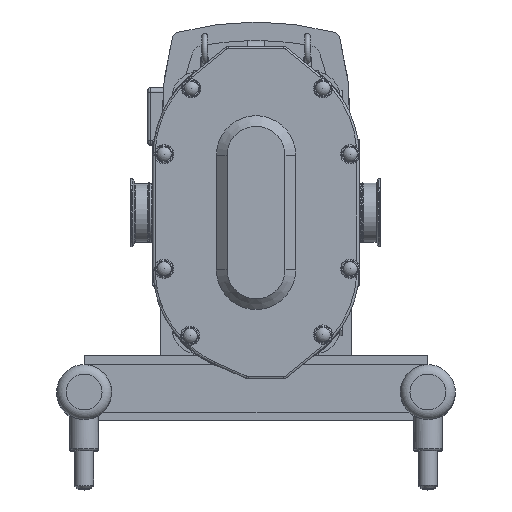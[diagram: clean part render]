
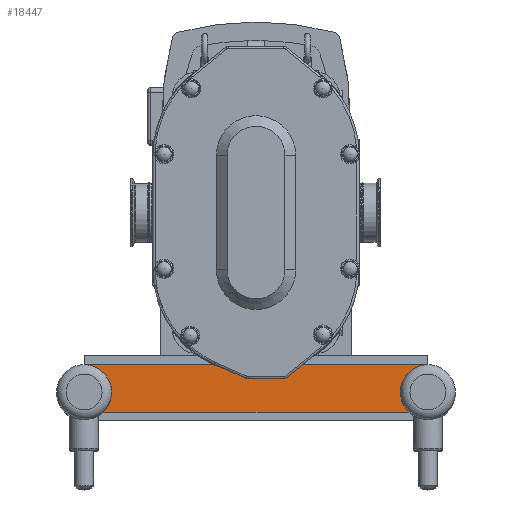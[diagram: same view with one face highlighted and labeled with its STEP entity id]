
A CAD part, top view. The second image highlights one B-rep face of the part: STEP entity #18447.
In plain terms, the highlighted planar face has unit normal (0, 0, 1).
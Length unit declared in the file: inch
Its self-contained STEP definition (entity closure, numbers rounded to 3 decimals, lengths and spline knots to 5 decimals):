
#1722=CIRCLE('',#20350,1.44);
#1723=CIRCLE('',#20353,1.44);
#3105=FACE_OUTER_BOUND('',#4203,.T.);
#4203=EDGE_LOOP('',(#16485,#16486,#16487,#16488,#16489,#16490));
#5571=LINE('',#33384,#6896);
#5574=LINE('',#33392,#6899);
#5576=LINE('',#33396,#6901);
#5577=LINE('',#33398,#6902);
#6896=VECTOR('',#25452,0.3937);
#6899=VECTOR('',#25461,0.3937);
#6901=VECTOR('',#25465,0.3937);
#6902=VECTOR('',#25468,0.3937);
#8611=VERTEX_POINT('',#33376);
#8612=VERTEX_POINT('',#33378);
#8613=VERTEX_POINT('',#33382);
#8614=VERTEX_POINT('',#33386);
#8615=VERTEX_POINT('',#33390);
#8616=VERTEX_POINT('',#33394);
#11273=EDGE_CURVE('',#8612,#8611,#1722,.T.);
#11276=EDGE_CURVE('',#8611,#8613,#5571,.T.);
#11278=EDGE_CURVE('',#8613,#8614,#1723,.T.);
#11280=EDGE_CURVE('',#8614,#8615,#5574,.T.);
#11282=EDGE_CURVE('',#8616,#8612,#5576,.T.);
#11283=EDGE_CURVE('',#8615,#8616,#5577,.T.);
#16485=ORIENTED_EDGE('',*,*,#11283,.T.);
#16486=ORIENTED_EDGE('',*,*,#11282,.T.);
#16487=ORIENTED_EDGE('',*,*,#11273,.T.);
#16488=ORIENTED_EDGE('',*,*,#11276,.T.);
#16489=ORIENTED_EDGE('',*,*,#11278,.T.);
#16490=ORIENTED_EDGE('',*,*,#11280,.T.);
#17494=PLANE('',#20356);
#18447=ADVANCED_FACE('',(#3105),#17494,.T.);
#20350=AXIS2_PLACEMENT_3D('',#33379,#25446,#25447);
#20353=AXIS2_PLACEMENT_3D('',#33388,#25456,#25457);
#20356=AXIS2_PLACEMENT_3D('',#33397,#25466,#25467);
#25446=DIRECTION('center_axis',(0.,0.,
-1.));
#25447=DIRECTION('ref_axis',(0.677,-0.736,0.));
#25452=DIRECTION('',(1.,0.,0.));
#25456=DIRECTION('center_axis',(0.,0.,
-1.));
#25457=DIRECTION('ref_axis',(-0.257,0.966,0.));
#25461=DIRECTION('',(0.,1.,0.));
#25465=DIRECTION('',(0.,-1.,0.));
#25466=DIRECTION('center_axis',(0.,0.,
1.));
#25467=DIRECTION('ref_axis',(1.,0.,0.));
#25468=DIRECTION('',(-1.,0.,0.));
#33376=CARTESIAN_POINT('',(-8.02782,-10.4475,-9.913));
#33378=CARTESIAN_POINT('',(-8.6225,-7.99854,-9.913));
#33379=CARTESIAN_POINT('Origin',(-9.0025,-9.3875,-9.913));
#33382=CARTESIAN_POINT('',(8.02282,-10.4475,-9.913));
#33384=CARTESIAN_POINT('',(8.02282,-10.4475,-9.913));
#33386=CARTESIAN_POINT('',(8.6275,-7.99585,-9.913));
#33388=CARTESIAN_POINT('Origin',(8.9975,-9.3875,-9.913));
#33390=CARTESIAN_POINT('',(8.6275,-7.95,-9.913));
#33392=CARTESIAN_POINT('',(8.6275,-7.9475,-9.913));
#33394=CARTESIAN_POINT('',(-8.6225,-7.95,-9.913));
#33396=CARTESIAN_POINT('',(-8.6225,-7.99854,-9.913));
#33397=CARTESIAN_POINT('Origin',(0.00093,-9.14383,
-9.913));
#33398=CARTESIAN_POINT('',(-0.00078,-7.95,-9.913));
